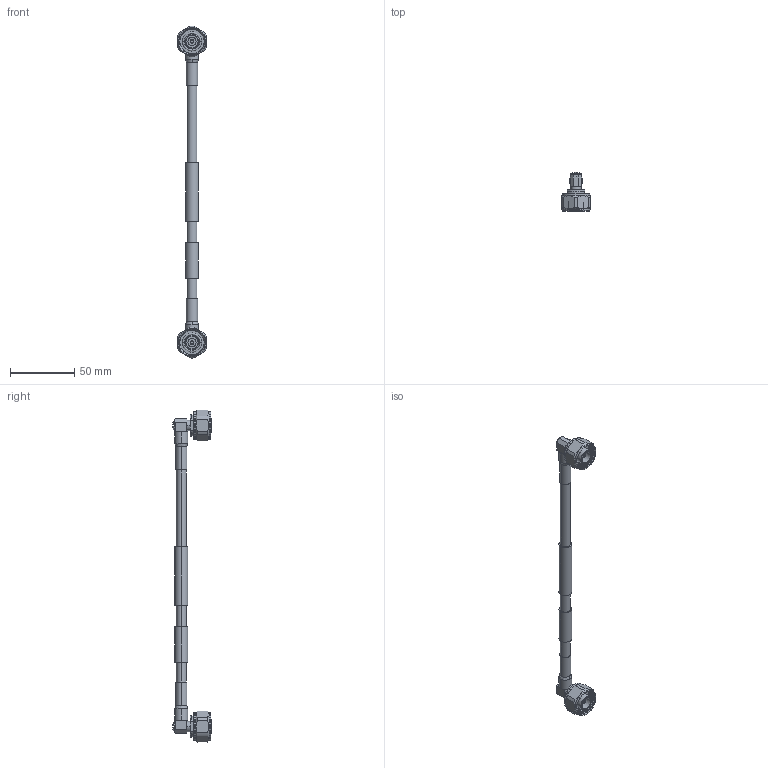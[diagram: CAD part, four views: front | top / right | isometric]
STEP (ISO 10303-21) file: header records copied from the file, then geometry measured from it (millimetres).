
FILE_DESCRIPTION (( 'STEP AP214' ), '1' );
FILE_NAME ('FMCA2234.step', '2021-02-09T19:02:41', ( '' ), ( '' ), 'SwSTEP 2.0', 'SolidWorks 2018', '' );
FILE_SCHEMA (( 'AUTOMOTIVE_DESIGN' ));
Length unit declared in the file: inch
Products named in the file (4): Heat Shrink^FMCA2234; FMCN1691^FMCA2234; FM-1/4SFHC^FMCA2234; FMCA2234
Assembly tree (5 placements, depth 2):
  FMCA2234
    FM-1/4SFHC^FMCA2234
    Heat Shrink^FMCA2234  x2
    FMCN1691^FMCA2234  x2
Bounding box: 22 x 30.28 x 258.49 mm (x, y, z)
Volume: 24350 mm3; surface area: 15481.4 mm2
Topology: 9 solids, 9 shells, 290 faces, 700 edges, 448 vertices
Faces by surface type: cylinder 128, plane 82, cone 34, bspline 22, torus 16, sphere 8
Entity records: 7589 total; most frequent: CARTESIAN_POINT 3944, ORIENTED_EDGE 730, DIRECTION 721, EDGE_CURVE 365, AXIS2_PLACEMENT_3D 296, VERTEX_POINT 234, EDGE_LOOP 169, FACE_OUTER_BOUND 153
